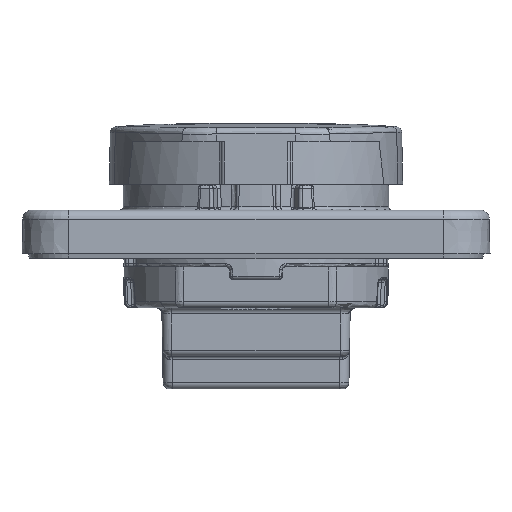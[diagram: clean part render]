
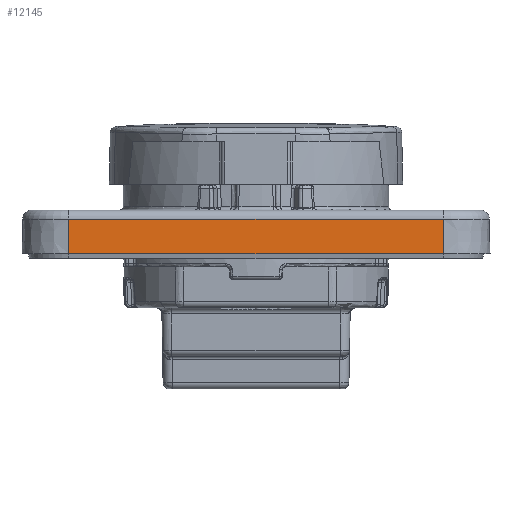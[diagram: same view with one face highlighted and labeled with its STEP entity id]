
A CAD part, front view. The second image highlights one B-rep face of the part: STEP entity #12145.
In plain terms, the highlighted planar face has unit normal (0, -1, 0.018).
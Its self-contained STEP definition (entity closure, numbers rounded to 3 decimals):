
#562 = LINE ( 'NONE', #704, #45315 ) ;
#704 = CARTESIAN_POINT ( 'NONE',  ( 30., -37.5, 1.67 ) ) ;
#1395 = CARTESIAN_POINT ( 'NONE',  ( 30., -37.5, 1.67 ) ) ;
#6426 = ORIENTED_EDGE ( 'NONE', *, *, #9033, .T. ) ;
#6469 = DIRECTION ( 'NONE',  ( -1., 0., 0. ) ) ;
#8504 = LINE ( 'NONE', #30329, #15646 ) ;
#8765 = CARTESIAN_POINT ( 'NONE',  ( 30., -37.404, 7.196 ) ) ;
#9033 = EDGE_CURVE ( 'NONE', #25611, #35835, #11878, .T. ) ;
#9375 = ORIENTED_EDGE ( 'NONE', *, *, #31384, .F. ) ;
#10247 = PLANE ( 'NONE',  #38199 ) ;
#10967 = EDGE_LOOP ( 'NONE', ( #22847, #6426, #23632, #9375 ) ) ;
#11288 = DIRECTION ( 'NONE',  ( -1., 0., 0. ) ) ;
#11878 = LINE ( 'NONE', #27592, #24597 ) ;
#12145 = ADVANCED_FACE ( 'NONE', ( #30129 ), #10247, .T. ) ;
#13640 = CARTESIAN_POINT ( 'NONE',  ( 30., -37.5, 1.67 ) ) ;
#15646 = VECTOR ( 'NONE', #23357, 1000. ) ;
#15701 = EDGE_CURVE ( 'NONE', #20242, #35835, #23359, .T. ) ;
#17477 = CARTESIAN_POINT ( 'NONE',  ( -30., -37.404, 7.196 ) ) ;
#20242 = VERTEX_POINT ( 'NONE', #30070 ) ;
#20884 = DIRECTION ( 'NONE',  ( 0., -0.017, -1. ) ) ;
#22847 = ORIENTED_EDGE ( 'NONE', *, *, #24408, .T. ) ;
#23357 = DIRECTION ( 'NONE',  ( 0., 0.017, 1. ) ) ;
#23359 = LINE ( 'NONE', #37910, #33811 ) ;
#23632 = ORIENTED_EDGE ( 'NONE', *, *, #15701, .F. ) ;
#24408 = EDGE_CURVE ( 'NONE', #30170, #25611, #8504, .T. ) ;
#24597 = VECTOR ( 'NONE', #6469, 1000. ) ;
#25611 = VERTEX_POINT ( 'NONE', #8765 ) ;
#27592 = CARTESIAN_POINT ( 'NONE',  ( 30., -37.404, 7.196 ) ) ;
#30070 = CARTESIAN_POINT ( 'NONE',  ( -30., -37.5, 1.67 ) ) ;
#30129 = FACE_OUTER_BOUND ( 'NONE', #10967, .T. ) ;
#30170 = VERTEX_POINT ( 'NONE', #1395 ) ;
#30329 = CARTESIAN_POINT ( 'NONE',  ( 30., -37.5, 1.67 ) ) ;
#31384 = EDGE_CURVE ( 'NONE', #30170, #20242, #562, .T. ) ;
#33811 = VECTOR ( 'NONE', #45028, 1000. ) ;
#35835 = VERTEX_POINT ( 'NONE', #17477 ) ;
#37910 = CARTESIAN_POINT ( 'NONE',  ( -30., -37.5, 1.67 ) ) ;
#38199 = AXIS2_PLACEMENT_3D ( 'NONE', #13640, #41995, #20884 ) ;
#41995 = DIRECTION ( 'NONE',  ( 0., -1., 0.017 ) ) ;
#45028 = DIRECTION ( 'NONE',  ( 0., 0.017, 1. ) ) ;
#45315 = VECTOR ( 'NONE', #11288, 1000. ) ;
